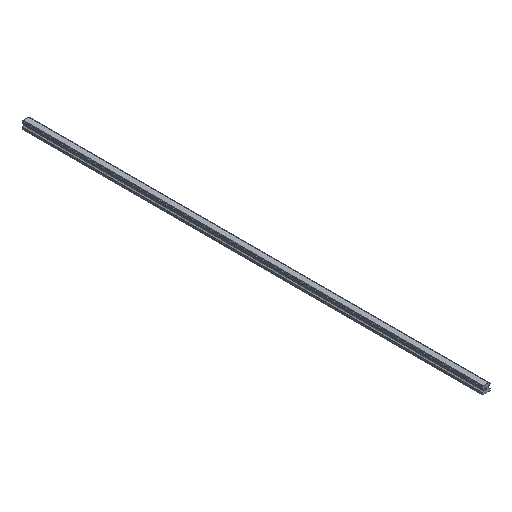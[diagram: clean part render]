
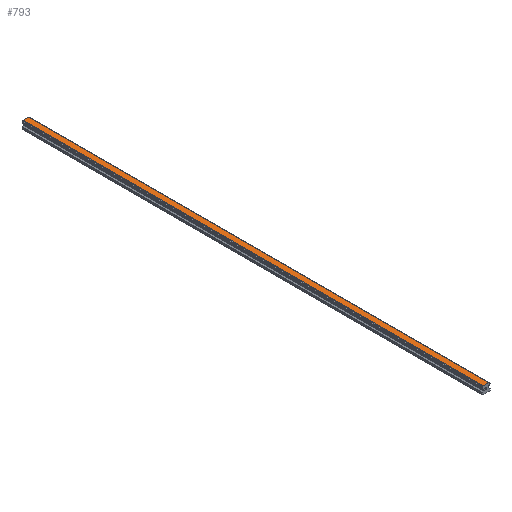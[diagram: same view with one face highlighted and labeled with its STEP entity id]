
A CAD part, isometric view. The second image highlights one B-rep face of the part: STEP entity #793.
In plain terms, the highlighted planar face has unit normal (0, 0, 1).
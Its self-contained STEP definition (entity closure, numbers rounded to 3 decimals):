
#793=ADVANCED_FACE('',(#1607),#1608,.T.);
#1607=FACE_OUTER_BOUND('',#2435,.T.);
#1608=PLANE('',#2436);
#2435=EDGE_LOOP('',(#4955,#4956,#4957,#4958));
#2436=AXIS2_PLACEMENT_3D('',#4959,#4960,#4961);
#4955=ORIENTED_EDGE('',*,*,#5736,.T.);
#4956=ORIENTED_EDGE('',*,*,#6149,.F.);
#4957=ORIENTED_EDGE('',*,*,#5600,.F.);
#4958=ORIENTED_EDGE('',*,*,#6147,.T.);
#4959=CARTESIAN_POINT('',(0.0,1340.0,22.));
#4960=DIRECTION('',(0.0,0.0,1.0));
#4961=DIRECTION('',(-1.0,0.0,-0.0));
#5600=EDGE_CURVE('',#6952,#6954,#6955,.T.);
#5736=EDGE_CURVE('',#7181,#7179,#7182,.T.);
#6147=EDGE_CURVE('',#6952,#7181,#7704,.T.);
#6149=EDGE_CURVE('',#6954,#7179,#7706,.T.);
#6952=VERTEX_POINT('',#8725);
#6954=VERTEX_POINT('',#8728);
#6955=LINE('',#8729,#8730);
#7179=VERTEX_POINT('',#9042);
#7181=VERTEX_POINT('',#9045);
#7182=LINE('',#9046,#9047);
#7704=LINE('',#9693,#9694);
#7706=LINE('',#9696,#9697);
#8725=CARTESIAN_POINT('',(-8.3,1340.0,22.));
#8728=CARTESIAN_POINT('',(8.3,1340.0,22.));
#8729=CARTESIAN_POINT('',(-8.3,1340.0,22.));
#8730=VECTOR('',#10428,1.0);
#9042=CARTESIAN_POINT('',(8.3,0.0,22.));
#9045=CARTESIAN_POINT('',(-8.3,0.0,22.));
#9046=CARTESIAN_POINT('',(-8.3,0.0,22.));
#9047=VECTOR('',#10584,1.0);
#9693=CARTESIAN_POINT('',(-8.3,1340.0,22.));
#9694=VECTOR('',#11156,1.0);
#9696=CARTESIAN_POINT('',(8.3,1340.0,22.));
#9697=VECTOR('',#11157,1.0);
#10428=DIRECTION('',(1.0,0.0,0.0));
#10584=DIRECTION('',(1.0,0.0,0.0));
#11156=DIRECTION('',(0.0,-1.0,0.0));
#11157=DIRECTION('',(0.0,-1.0,0.0));
